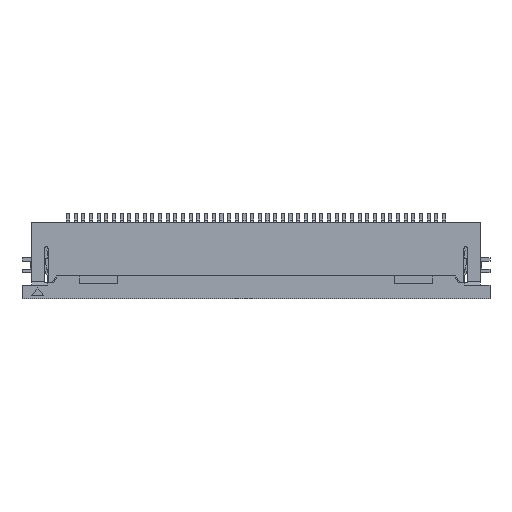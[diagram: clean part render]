
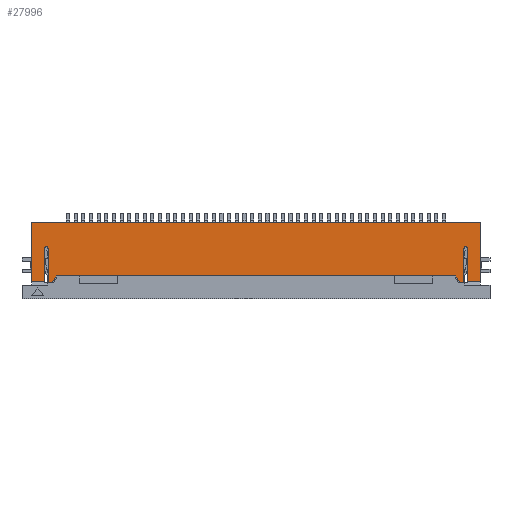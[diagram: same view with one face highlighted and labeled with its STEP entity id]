
A CAD part, top view. The second image highlights one B-rep face of the part: STEP entity #27996.
In plain terms, the highlighted planar face has unit normal (0, 0, 1).
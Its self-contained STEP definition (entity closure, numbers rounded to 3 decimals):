
#310=CIRCLE('',#29428,0.125);
#311=CIRCLE('',#29429,0.125);
#1089=FACE_OUTER_BOUND('',#2529,.T.);
#2529=EDGE_LOOP('',(#20050,#20051,#20052,#20053,#20054,#20055,#20056,#20057,
#20058,#20059,#20060,#20061,#20062,#20063,#20064,#20065));
#4482=LINE('',#39978,#8248);
#4765=LINE('',#40544,#8531);
#4772=LINE('',#40558,#8538);
#4775=LINE('',#40564,#8541);
#4780=LINE('',#40575,#8546);
#4804=LINE('',#40629,#8570);
#5053=LINE('',#41122,#8819);
#5055=LINE('',#41125,#8821);
#5058=LINE('',#41130,#8824);
#5059=LINE('',#41132,#8825);
#5060=LINE('',#41135,#8826);
#5061=LINE('',#41137,#8827);
#5062=LINE('',#41140,#8828);
#5063=LINE('',#41141,#8829);
#8248=VECTOR('',#32182,1.);
#8531=VECTOR('',#32483,1.);
#8538=VECTOR('',#32496,1.);
#8541=VECTOR('',#32501,1.);
#8546=VECTOR('',#32508,1.);
#8570=VECTOR('',#32544,1.);
#8819=VECTOR('',#32825,1.);
#8821=VECTOR('',#32829,1.);
#8824=VECTOR('',#32834,1.);
#8825=VECTOR('',#32835,1.);
#8826=VECTOR('',#32838,1.);
#8827=VECTOR('',#32839,1.);
#8828=VECTOR('',#32842,1.);
#8829=VECTOR('',#32843,1.);
#11812=VERTEX_POINT('',#39975);
#11813=VERTEX_POINT('',#39977);
#12086=VERTEX_POINT('',#40541);
#12087=VERTEX_POINT('',#40543);
#12090=VERTEX_POINT('',#40555);
#12091=VERTEX_POINT('',#40557);
#12092=VERTEX_POINT('',#40561);
#12093=VERTEX_POINT('',#40563);
#12097=VERTEX_POINT('',#40572);
#12098=VERTEX_POINT('',#40574);
#12121=VERTEX_POINT('',#40626);
#12122=VERTEX_POINT('',#40628);
#12352=VERTEX_POINT('',#41131);
#12353=VERTEX_POINT('',#41133);
#12354=VERTEX_POINT('',#41136);
#12355=VERTEX_POINT('',#41138);
#14792=EDGE_CURVE('',#11812,#11813,#4482,.T.);
#15075=EDGE_CURVE('',#12087,#12086,#4765,.T.);
#15082=EDGE_CURVE('',#12091,#12090,#4772,.T.);
#15085=EDGE_CURVE('',#12093,#12092,#4775,.T.);
#15090=EDGE_CURVE('',#12098,#12097,#4780,.T.);
#15114=EDGE_CURVE('',#12122,#12121,#4804,.T.);
#15365=EDGE_CURVE('',#12097,#12122,#5053,.T.);
#15367=EDGE_CURVE('',#12121,#12087,#5055,.T.);
#15370=EDGE_CURVE('',#12093,#11812,#5058,.T.);
#15371=EDGE_CURVE('',#12352,#12092,#5059,.T.);
#15372=EDGE_CURVE('',#12353,#12352,#310,.T.);
#15373=EDGE_CURVE('',#12098,#12353,#5060,.T.);
#15374=EDGE_CURVE('',#12354,#12086,#5061,.T.);
#15375=EDGE_CURVE('',#12355,#12354,#311,.T.);
#15376=EDGE_CURVE('',#12091,#12355,#5062,.T.);
#15377=EDGE_CURVE('',#11813,#12090,#5063,.T.);
#20050=ORIENTED_EDGE('',*,*,#15370,.F.);
#20051=ORIENTED_EDGE('',*,*,#15085,.T.);
#20052=ORIENTED_EDGE('',*,*,#15371,.F.);
#20053=ORIENTED_EDGE('',*,*,#15372,.F.);
#20054=ORIENTED_EDGE('',*,*,#15373,.F.);
#20055=ORIENTED_EDGE('',*,*,#15090,.T.);
#20056=ORIENTED_EDGE('',*,*,#15365,.T.);
#20057=ORIENTED_EDGE('',*,*,#15114,.T.);
#20058=ORIENTED_EDGE('',*,*,#15367,.T.);
#20059=ORIENTED_EDGE('',*,*,#15075,.T.);
#20060=ORIENTED_EDGE('',*,*,#15374,.F.);
#20061=ORIENTED_EDGE('',*,*,#15375,.F.);
#20062=ORIENTED_EDGE('',*,*,#15376,.F.);
#20063=ORIENTED_EDGE('',*,*,#15082,.T.);
#20064=ORIENTED_EDGE('',*,*,#15377,.F.);
#20065=ORIENTED_EDGE('',*,*,#14792,.F.);
#26814=PLANE('',#29427);
#27996=ADVANCED_FACE('',(#1089),#26814,.T.);
#29427=AXIS2_PLACEMENT_3D('',#41129,#32832,#32833);
#29428=AXIS2_PLACEMENT_3D('',#41134,#32836,#32837);
#29429=AXIS2_PLACEMENT_3D('',#41139,#32840,#32841);
#32182=DIRECTION('',(-1.,0.,0.));
#32483=DIRECTION('',(1.,0.,0.));
#32496=DIRECTION('',(1.,0.,0.));
#32501=DIRECTION('',(1.,0.,0.));
#32508=DIRECTION('',(1.,0.,0.));
#32544=DIRECTION('',(-1.,0.,0.));
#32825=DIRECTION('',(0.,1.,0.));
#32829=DIRECTION('',(0.,-1.,0.));
#32832=DIRECTION('center_axis',(0.,0.,1.));
#32833=DIRECTION('ref_axis',(1.,0.,0.));
#32834=DIRECTION('',(-0.528,0.849,0.));
#32835=DIRECTION('',(0.,-1.,0.));
#32836=DIRECTION('center_axis',(0.,0.,1.));
#32837=DIRECTION('ref_axis',(1.,0.,0.));
#32838=DIRECTION('',(0.,1.,0.));
#32839=DIRECTION('',(0.,-1.,0.));
#32840=DIRECTION('center_axis',(0.,0.,1.));
#32841=DIRECTION('ref_axis',(-1.,0.,0.));
#32842=DIRECTION('',(0.,1.,0.));
#32843=DIRECTION('',(-0.528,-0.849,0.));
#39975=CARTESIAN_POINT('',(13.02,1.5,2.));
#39977=CARTESIAN_POINT('',(-13.02,1.5,2.));
#39978=CARTESIAN_POINT('',(13.02,1.5,2.));
#40541=CARTESIAN_POINT('',(-13.8,1.15,2.));
#40543=CARTESIAN_POINT('',(-14.65,1.15,2.));
#40544=CARTESIAN_POINT('',(-14.65,1.15,2.));
#40555=CARTESIAN_POINT('',(-13.3,1.05,2.));
#40557=CARTESIAN_POINT('',(-13.55,1.05,2.));
#40558=CARTESIAN_POINT('',(-13.6,1.05,2.));
#40561=CARTESIAN_POINT('',(13.55,1.05,2.));
#40563=CARTESIAN_POINT('',(13.3,1.05,2.));
#40564=CARTESIAN_POINT('',(12.675,1.05,2.));
#40572=CARTESIAN_POINT('',(14.65,1.15,2.));
#40574=CARTESIAN_POINT('',(13.8,1.15,2.));
#40575=CARTESIAN_POINT('',(13.6,1.15,2.));
#40626=CARTESIAN_POINT('',(-14.65,5.,2.));
#40628=CARTESIAN_POINT('',(14.65,5.,2.));
#40629=CARTESIAN_POINT('',(14.65,5.,2.));
#41122=CARTESIAN_POINT('',(14.65,1.15,2.));
#41125=CARTESIAN_POINT('',(-14.65,5.,2.));
#41129=CARTESIAN_POINT('Origin',(0.,0.,2.));
#41130=CARTESIAN_POINT('',(13.3,1.05,2.));
#41131=CARTESIAN_POINT('',(13.55,3.275,2.));
#41132=CARTESIAN_POINT('',(13.55,3.275,2.));
#41133=CARTESIAN_POINT('',(13.8,3.275,2.));
#41134=CARTESIAN_POINT('Origin',(13.675,3.275,2.));
#41135=CARTESIAN_POINT('',(13.8,1.05,2.));
#41136=CARTESIAN_POINT('',(-13.8,3.275,2.));
#41137=CARTESIAN_POINT('',(-13.8,3.275,2.));
#41138=CARTESIAN_POINT('',(-13.55,3.275,2.));
#41139=CARTESIAN_POINT('Origin',(-13.675,3.275,2.));
#41140=CARTESIAN_POINT('',(-13.55,1.05,2.));
#41141=CARTESIAN_POINT('',(-13.02,1.5,2.));
